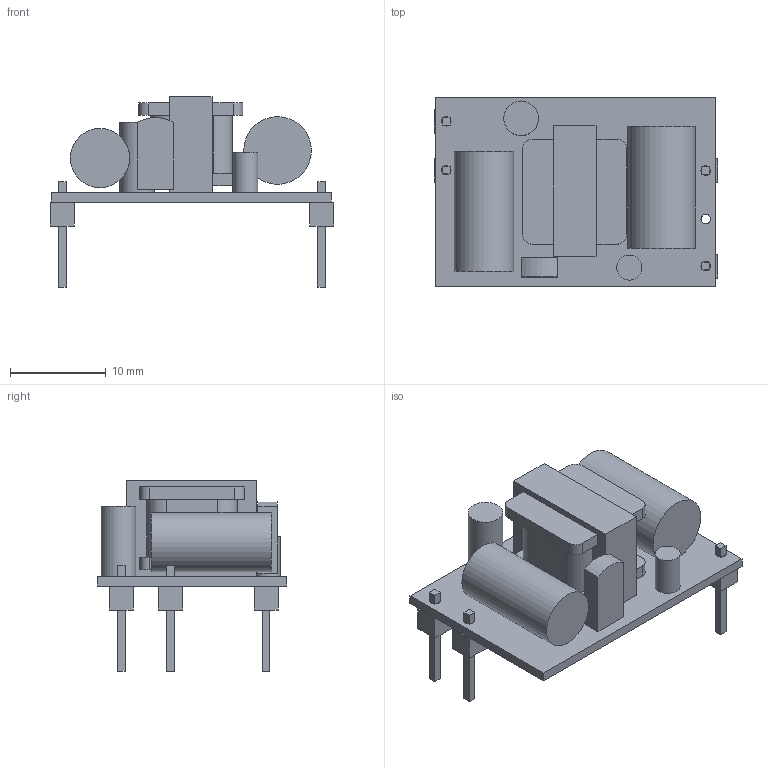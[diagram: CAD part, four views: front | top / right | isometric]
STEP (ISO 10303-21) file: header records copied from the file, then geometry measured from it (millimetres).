
FILE_DESCRIPTION(/* description */ ('STEP AP242','CAx-IF Rec.Pracs.---Representation and Presentation of Product Manufacturing Information (PMI)---4.0---2014-10-13','CAx-IF Rec.Pracs.---3D Tessellated Geometry---0.4---2014-09-14','2;1'),/* implementation_level */ '2;1');
FILE_NAME(/* name */ '64879a7f9dacf837aa53d487',/* time_stamp */ '2023-06-12T22:21:52Z',/* author */ (''),/* organization */ (''),/* preprocessor_version */ 'ST-DEVELOPER v19.4',/* originating_system */ ' ',/* authorisation */ ' ');
FILE_SCHEMA (('AP242_MANAGED_MODEL_BASED_3D_ENGINEERING_MIM_LF { 1 0 10303 442 1 1 4 }'));
Length unit declared in the file: metre
Products named in the file (18): PCB; core; Part 3; Part 4; Part 5; Part 6; Part 7; Part 8; Part 9; Part 10; Part 11; Part 12; Part 13; Part 14; Part 15; Part 16; Part 17; Part 18
Bounding box: 29.55 x 19.75 x 19.9 mm (x, y, z)
Volume: 2681.9 mm3; surface area: 3892.4 mm2
Topology: 18 solids, 18 shells, 127 faces, 278 edges, 187 vertices
Faces by surface type: plane 103, cylinder 24
Full cylindrical faces by diameter (mm): 1 x5, 2.614 x1, 3.606 x1, 6.173 x1, 7.054 x1
Entity records: 3848 total; most frequent: DIRECTION 602, CARTESIAN_POINT 591, ORIENTED_EDGE 528, EDGE_CURVE 264, LINE 216, VECTOR 216, AXIS2_PLACEMENT_3D 193, VERTEX_POINT 182
